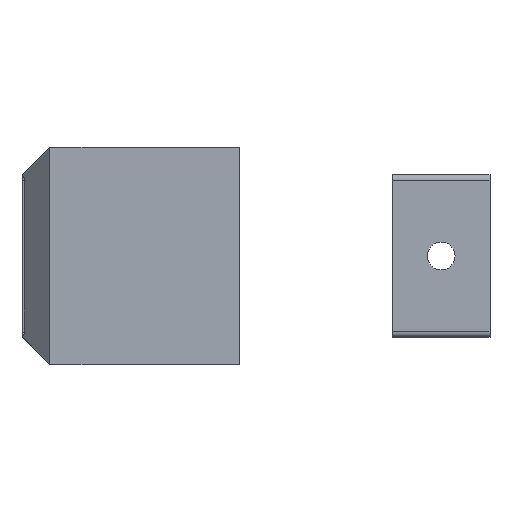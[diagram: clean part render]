
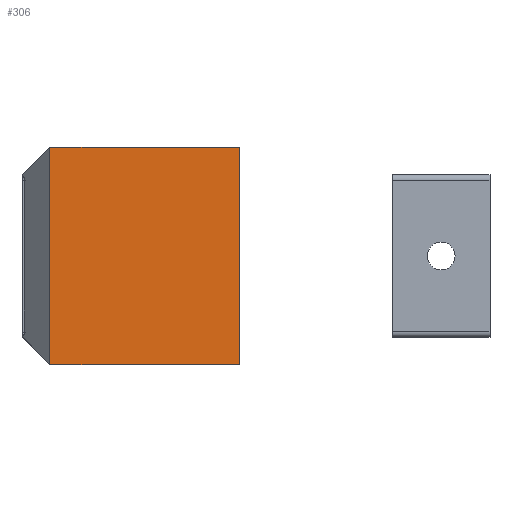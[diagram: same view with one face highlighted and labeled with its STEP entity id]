
A CAD part, front view. The second image highlights one B-rep face of the part: STEP entity #306.
In plain terms, the highlighted planar face has unit normal (0, -1, 0).
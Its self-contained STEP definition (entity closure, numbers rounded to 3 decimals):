
#19 = ORIENTED_EDGE ( 'NONE', *, *, #564, .F. ) ;
#79 = DIRECTION ( 'NONE',  ( 0., 0., -1. ) ) ;
#145 = LINE ( 'NONE', #760, #1890 ) ;
#306 = ADVANCED_FACE ( 'NONE', ( #1174 ), #805, .F. ) ;
#322 = LINE ( 'NONE', #1972, #676 ) ;
#329 = LINE ( 'NONE', #341, #2084 ) ;
#341 = CARTESIAN_POINT ( 'NONE',  ( -108.026, -20., -20. ) ) ;
#527 = AXIS2_PLACEMENT_3D ( 'NONE', #1630, #1816, #1995 ) ;
#563 = DIRECTION ( 'NONE',  ( 0., 0., -1. ) ) ;
#564 = EDGE_CURVE ( 'NONE', #2378, #1038, #145, .T. ) ;
#676 = VECTOR ( 'NONE', #2195, 1000. ) ;
#710 = CARTESIAN_POINT ( 'NONE',  ( -103.026, -20., 20. ) ) ;
#760 = CARTESIAN_POINT ( 'NONE',  ( -68.026, -20., 20. ) ) ;
#805 = PLANE ( 'NONE',  #527 ) ;
#839 = VECTOR ( 'NONE', #79, 1000. ) ;
#853 = EDGE_CURVE ( 'NONE', #2069, #992, #1925, .T. ) ;
#918 = DIRECTION ( 'NONE',  ( 1., 0., 0. ) ) ;
#933 = EDGE_CURVE ( 'NONE', #2069, #2378, #322, .T. ) ;
#992 = VERTEX_POINT ( 'NONE', #1544 ) ;
#1038 = VERTEX_POINT ( 'NONE', #2148 ) ;
#1174 = FACE_OUTER_BOUND ( 'NONE', #2343, .T. ) ;
#1185 = ORIENTED_EDGE ( 'NONE', *, *, #1342, .T. ) ;
#1342 = EDGE_CURVE ( 'NONE', #992, #1038, #329, .T. ) ;
#1507 = CARTESIAN_POINT ( 'NONE',  ( -103.026, -20., 20. ) ) ;
#1544 = CARTESIAN_POINT ( 'NONE',  ( -103.026, -20., -20. ) ) ;
#1630 = CARTESIAN_POINT ( 'NONE',  ( -108.026, -20., 20. ) ) ;
#1663 = ORIENTED_EDGE ( 'NONE', *, *, #853, .T. ) ;
#1816 = DIRECTION ( 'NONE',  ( 0., 1., 0. ) ) ;
#1890 = VECTOR ( 'NONE', #563, 1000. ) ;
#1925 = LINE ( 'NONE', #1507, #839 ) ;
#1972 = CARTESIAN_POINT ( 'NONE',  ( -108.026, -20., 20. ) ) ;
#1995 = DIRECTION ( 'NONE',  ( 0., 0., 1. ) ) ;
#2069 = VERTEX_POINT ( 'NONE', #710 ) ;
#2084 = VECTOR ( 'NONE', #918, 1000. ) ;
#2148 = CARTESIAN_POINT ( 'NONE',  ( -68.026, -20., -20. ) ) ;
#2195 = DIRECTION ( 'NONE',  ( 1., 0., 0. ) ) ;
#2277 = CARTESIAN_POINT ( 'NONE',  ( -68.026, -20., 20. ) ) ;
#2312 = ORIENTED_EDGE ( 'NONE', *, *, #933, .F. ) ;
#2343 = EDGE_LOOP ( 'NONE', ( #2312, #1663, #1185, #19 ) ) ;
#2378 = VERTEX_POINT ( 'NONE', #2277 ) ;
